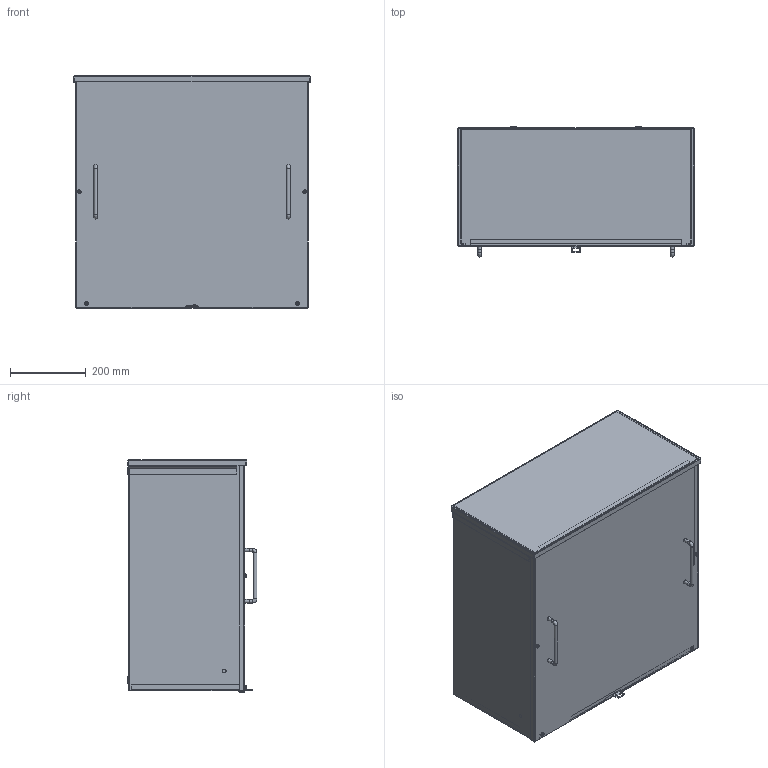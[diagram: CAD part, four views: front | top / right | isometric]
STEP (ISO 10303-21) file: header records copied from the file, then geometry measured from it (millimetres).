
FILE_DESCRIPTION (( 'STEP AP214' ), '1' );
FILE_NAME ('C3R242412SCNKO.STEP', '2020-11-02T20:35:11', ( '' ), ( '' ), 'SwSTEP 2.0', 'SolidWorks 2019', '' );
FILE_SCHEMA (( 'AUTOMOTIVE_DESIGN' ));
Length unit declared in the file: inch
Products named in the file (1): C3R242412SCNKO
Bounding box: 622.78 x 342.35 x 613.03 mm (x, y, z)
Volume: 2894039.5 mm3; surface area: 3217540.2 mm2
Topology: 17 solids, 17 shells, 453 faces, 1113 edges, 711 vertices
Faces by surface type: plane 287, cylinder 106, bspline 45, cone 15
Full cylindrical faces by diameter (mm): 3.175 x2, 3.48 x2, 3.967 x5, 4.318 x4, 4.826 x8, 5.156 x4, 6.35 x4, 9.322 x4, 9.525 x11
Entity records: 18289 total; most frequent: CARTESIAN_POINT 8185, ORIENTED_EDGE 1988, DIRECTION 1884, EDGE_CURVE 994, VERTEX_POINT 692, AXIS2_PLACEMENT_3D 647, EDGE_LOOP 616, LINE 590
